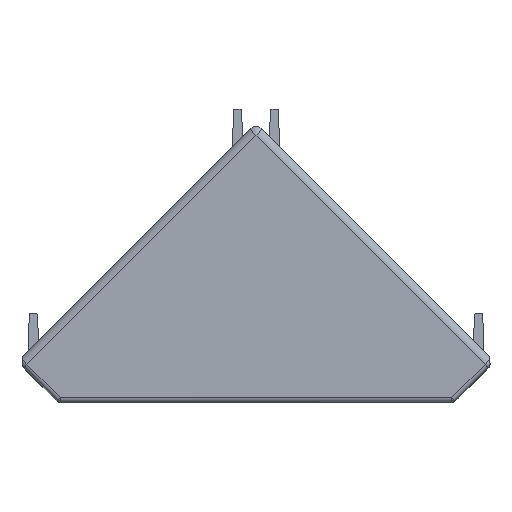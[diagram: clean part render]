
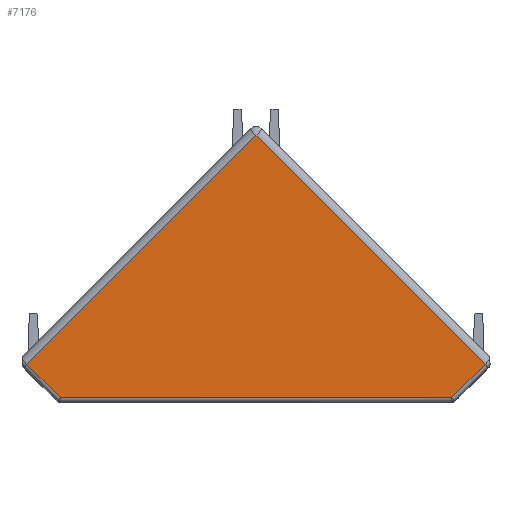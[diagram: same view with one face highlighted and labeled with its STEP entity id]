
A CAD part, top view. The second image highlights one B-rep face of the part: STEP entity #7176.
In plain terms, the highlighted planar face has unit normal (0, 0.009, 1).
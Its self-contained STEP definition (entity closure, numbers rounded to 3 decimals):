
#195 = CARTESIAN_POINT ( 'NONE',  ( -26.374, 4.513, 19.961 ) ) ;
#237 = CARTESIAN_POINT ( 'NONE',  ( -26.519, 4.368, 19.962 ) ) ;
#283 = VERTEX_POINT ( 'NONE', #5026 ) ;
#443 = EDGE_LOOP ( 'NONE', ( #857, #6730, #5388, #5813, #4574 ) ) ;
#857 = ORIENTED_EDGE ( 'NONE', *, *, #8836, .T. ) ;
#1241 = EDGE_CURVE ( 'NONE', #3949, #7234, #5742, .T. ) ;
#1250 = CARTESIAN_POINT ( 'NONE',  ( 26.519, 4.368, 19.962 ) ) ;
#1413 = CARTESIAN_POINT ( 'NONE',  ( 26.519, 4.368, 19.962 ) ) ;
#1723 = VECTOR ( 'NONE', #6742, 1000. ) ;
#2094 = AXIS2_PLACEMENT_3D ( 'NONE', #5820, #6522, #2396 ) ;
#2396 = DIRECTION ( 'NONE',  ( 0., -1., 0.009 ) ) ;
#2459 = CARTESIAN_POINT ( 'NONE',  ( 22.655, 0.504, 19.996 ) ) ;
#2973 = LINE ( 'NONE', #5918, #8229 ) ;
#3666 = DIRECTION ( 'NONE',  ( 0.707, -0.707, 0.006 ) ) ;
#3677 = VECTOR ( 'NONE', #7158, 1000. ) ;
#3876 = DIRECTION ( 'NONE',  ( -0.707, 0.707, -0.006 ) ) ;
#3949 = VERTEX_POINT ( 'NONE', #7857 ) ;
#4574 = ORIENTED_EDGE ( 'NONE', *, *, #7284, .T. ) ;
#5026 = CARTESIAN_POINT ( 'NONE',  ( 0., 30.887, 19.73 ) ) ;
#5115 = PLANE ( 'NONE',  #2094 ) ;
#5365 = LINE ( 'NONE', #1250, #1723 ) ;
#5388 = ORIENTED_EDGE ( 'NONE', *, *, #1241, .T. ) ;
#5742 = LINE ( 'NONE', #8535, #3677 ) ;
#5743 = DIRECTION ( 'NONE',  ( -0.707, -0.707, 0.006 ) ) ;
#5813 = ORIENTED_EDGE ( 'NONE', *, *, #8547, .T. ) ;
#5820 = CARTESIAN_POINT ( 'NONE',  ( -22.862, 0., 20. ) ) ;
#5918 = CARTESIAN_POINT ( 'NONE',  ( -0.703, 31.59, 19.724 ) ) ;
#6099 = LINE ( 'NONE', #8475, #6315 ) ;
#6315 = VECTOR ( 'NONE', #3666, 1000. ) ;
#6522 = DIRECTION ( 'NONE',  ( 0., 0.009, 1. ) ) ;
#6730 = ORIENTED_EDGE ( 'NONE', *, *, #7122, .T. ) ;
#6742 = DIRECTION ( 'NONE',  ( 0.707, 0.707, -0.006 ) ) ;
#6866 = VECTOR ( 'NONE', #5743, 1000. ) ;
#6888 = VERTEX_POINT ( 'NONE', #237 ) ;
#7057 = FACE_OUTER_BOUND ( 'NONE', #443, .T. ) ;
#7122 = EDGE_CURVE ( 'NONE', #6888, #3949, #6099, .T. ) ;
#7158 = DIRECTION ( 'NONE',  ( 1., 0., 0. ) ) ;
#7176 = ADVANCED_FACE ( 'NONE', ( #7057 ), #5115, .T. ) ;
#7234 = VERTEX_POINT ( 'NONE', #2459 ) ;
#7284 = EDGE_CURVE ( 'NONE', #8674, #283, #2973, .T. ) ;
#7857 = CARTESIAN_POINT ( 'NONE',  ( -22.655, 0.504, 19.996 ) ) ;
#8229 = VECTOR ( 'NONE', #3876, 1000. ) ;
#8475 = CARTESIAN_POINT ( 'NONE',  ( -22.506, 0.356, 19.997 ) ) ;
#8535 = CARTESIAN_POINT ( 'NONE',  ( 22.862, 0.504, 19.996 ) ) ;
#8547 = EDGE_CURVE ( 'NONE', #7234, #8674, #5365, .T. ) ;
#8674 = VERTEX_POINT ( 'NONE', #1413 ) ;
#8836 = EDGE_CURVE ( 'NONE', #283, #6888, #8901, .T. ) ;
#8901 = LINE ( 'NONE', #195, #6866 ) ;
